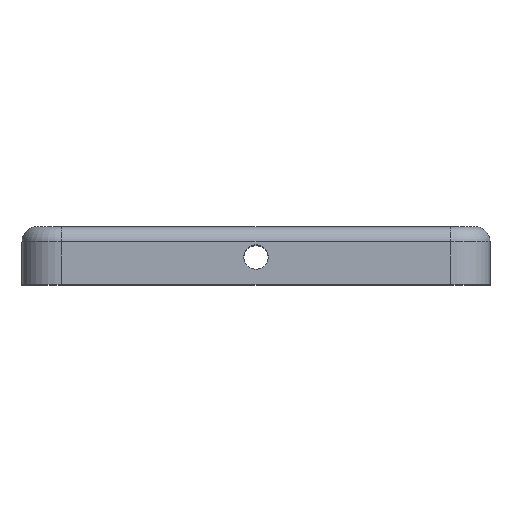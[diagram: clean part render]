
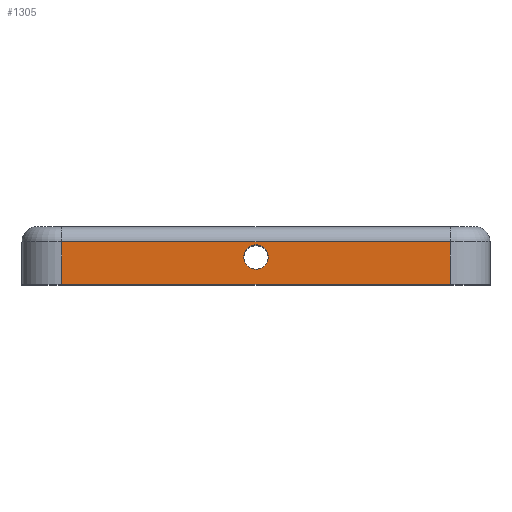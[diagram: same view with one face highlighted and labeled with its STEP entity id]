
A CAD part, top view. The second image highlights one B-rep face of the part: STEP entity #1305.
In plain terms, the highlighted planar face has unit normal (0, 0, 1).
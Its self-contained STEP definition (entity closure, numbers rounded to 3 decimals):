
#5 = FACE_BOUND ( 'NONE', #569, .T. ) ;
#74 = CARTESIAN_POINT ( 'NONE',  ( 0., -1., 9.15 ) ) ;
#111 = VERTEX_POINT ( 'NONE', #1671 ) ;
#159 = PLANE ( 'NONE',  #2339 ) ;
#171 = CARTESIAN_POINT ( 'NONE',  ( 0., -1., 9.15 ) ) ;
#227 = ORIENTED_EDGE ( 'NONE', *, *, #1166, .T. ) ;
#389 = EDGE_CURVE ( 'NONE', #111, #1599, #1385, .T. ) ;
#392 = DIRECTION ( 'NONE',  ( 1., 0., 0. ) ) ;
#470 = EDGE_CURVE ( 'NONE', #1473, #2445, #2416, .T. ) ;
#480 = CARTESIAN_POINT ( 'NONE',  ( -6.4, 0., 9.15 ) ) ;
#531 = AXIS2_PLACEMENT_3D ( 'NONE', #74, #1437, #1055 ) ;
#559 = CARTESIAN_POINT ( 'NONE',  ( -6.4, -0.5, 9.15 ) ) ;
#569 = EDGE_LOOP ( 'NONE', ( #1136, #2248 ) ) ;
#570 = CARTESIAN_POINT ( 'NONE',  ( 0.4, -1., 9.15 ) ) ;
#642 = VERTEX_POINT ( 'NONE', #570 ) ;
#643 = EDGE_CURVE ( 'NONE', #642, #2535, #2511, .T. ) ;
#756 = ORIENTED_EDGE ( 'NONE', *, *, #470, .T. ) ;
#845 = VECTOR ( 'NONE', #392, 1000. ) ;
#871 = DIRECTION ( 'NONE',  ( 0., -1., 0. ) ) ;
#982 = LINE ( 'NONE', #1139, #845 ) ;
#1015 = EDGE_LOOP ( 'NONE', ( #227, #1116, #1547, #756 ) ) ;
#1055 = DIRECTION ( 'NONE',  ( -1., 0., 0. ) ) ;
#1116 = ORIENTED_EDGE ( 'NONE', *, *, #389, .F. ) ;
#1136 = ORIENTED_EDGE ( 'NONE', *, *, #2376, .T. ) ;
#1139 = CARTESIAN_POINT ( 'NONE',  ( -6.4, -1.9, 9.15 ) ) ;
#1141 = LINE ( 'NONE', #559, #2267 ) ;
#1165 = DIRECTION ( 'NONE',  ( 1., 0., 0. ) ) ;
#1166 = EDGE_CURVE ( 'NONE', #2445, #1599, #982, .T. ) ;
#1203 = VECTOR ( 'NONE', #2169, 1000. ) ;
#1305 = ADVANCED_FACE ( 'NONE', ( #5, #1924 ), #159, .T. ) ;
#1385 = LINE ( 'NONE', #1763, #1203 ) ;
#1437 = DIRECTION ( 'NONE',  ( 0., 0., -1. ) ) ;
#1473 = VERTEX_POINT ( 'NONE', #2099 ) ;
#1539 = VECTOR ( 'NONE', #871, 1000. ) ;
#1547 = ORIENTED_EDGE ( 'NONE', *, *, #2486, .F. ) ;
#1569 = CARTESIAN_POINT ( 'NONE',  ( 6.4, -1.9, 9.15 ) ) ;
#1599 = VERTEX_POINT ( 'NONE', #1569 ) ;
#1642 = CIRCLE ( 'NONE', #531, 0.4 ) ;
#1648 = DIRECTION ( 'NONE',  ( 1., 0., 0. ) ) ;
#1671 = CARTESIAN_POINT ( 'NONE',  ( 6.4, -0.5, 9.15 ) ) ;
#1746 = DIRECTION ( 'NONE',  ( -1., 0., 0. ) ) ;
#1763 = CARTESIAN_POINT ( 'NONE',  ( 6.4, 0., 9.15 ) ) ;
#1924 = FACE_OUTER_BOUND ( 'NONE', #1015, .T. ) ;
#1942 = AXIS2_PLACEMENT_3D ( 'NONE', #171, #2164, #1746 ) ;
#2093 = CARTESIAN_POINT ( 'NONE',  ( -6.4, -1.9, 9.15 ) ) ;
#2099 = CARTESIAN_POINT ( 'NONE',  ( -6.4, -0.5, 9.15 ) ) ;
#2164 = DIRECTION ( 'NONE',  ( 0., 0., -1. ) ) ;
#2169 = DIRECTION ( 'NONE',  ( 0., -1., 0. ) ) ;
#2218 = DIRECTION ( 'NONE',  ( 0., 0., 1. ) ) ;
#2231 = CARTESIAN_POINT ( 'NONE',  ( -6.4, 0., 9.15 ) ) ;
#2248 = ORIENTED_EDGE ( 'NONE', *, *, #643, .T. ) ;
#2267 = VECTOR ( 'NONE', #1165, 1000. ) ;
#2327 = CARTESIAN_POINT ( 'NONE',  ( -0.4, -1., 9.15 ) ) ;
#2339 = AXIS2_PLACEMENT_3D ( 'NONE', #2231, #2218, #1648 ) ;
#2376 = EDGE_CURVE ( 'NONE', #2535, #642, #1642, .T. ) ;
#2416 = LINE ( 'NONE', #480, #1539 ) ;
#2445 = VERTEX_POINT ( 'NONE', #2093 ) ;
#2486 = EDGE_CURVE ( 'NONE', #1473, #111, #1141, .T. ) ;
#2511 = CIRCLE ( 'NONE', #1942, 0.4 ) ;
#2535 = VERTEX_POINT ( 'NONE', #2327 ) ;
